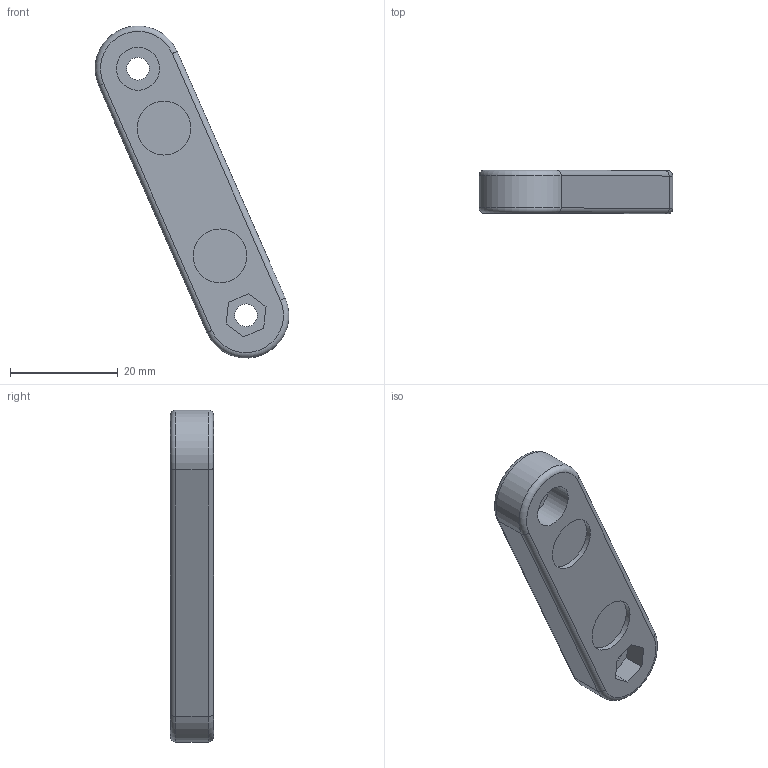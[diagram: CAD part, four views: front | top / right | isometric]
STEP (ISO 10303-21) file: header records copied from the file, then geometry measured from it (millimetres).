
FILE_DESCRIPTION(/* description */ (''),/* implementation_level */ '2;1');
FILE_NAME(/* name */ 'pads-arm.step',/* time_stamp */ '2023-03-12T15:56:51-04:00',/* author */ (''),/* organization */ (''),/* preprocessor_version */ 'ST-DEVELOPER v19.2',/* originating_system */ 'Autodesk Translation Framework v11.17.0.187',/* authorisation */ '');
FILE_SCHEMA (('AUTOMOTIVE_DESIGN { 1 0 10303 214 3 1 1 }'));
Length unit declared in the file: millimetre
Products named in the file (2): pads-arm; pads-arm_1
Assembly tree (1 placements, depth 2):
  pads-arm
    pads-arm_1
Bounding box: 35.95 x 8 x 61.65 mm (x, y, z)
Volume: 7209.6 mm3; surface area: 3379.6 mm2
Topology: 1 solids, 1 shells, 29 faces, 61 edges, 38 vertices
Faces by surface type: plane 14, cylinder 11, torus 4
Full cylindrical faces by diameter (mm): 4.2 x2, 8 x1, 10 x2
Entity records: 845 total; most frequent: DIRECTION 151, CARTESIAN_POINT 131, ORIENTED_EDGE 122, EDGE_CURVE 61, AXIS2_PLACEMENT_3D 58, VERTEX_POINT 38, EDGE_LOOP 37, LINE 35
